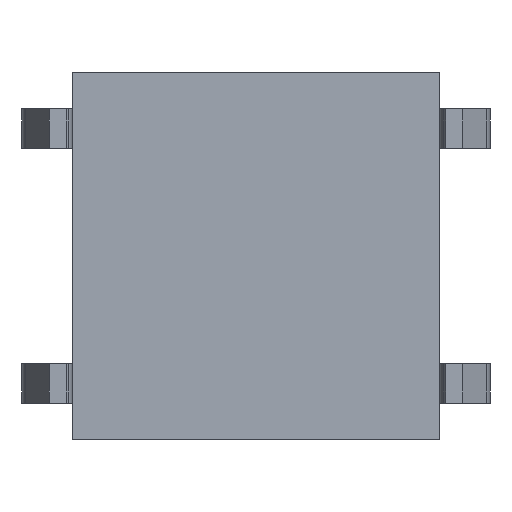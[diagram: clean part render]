
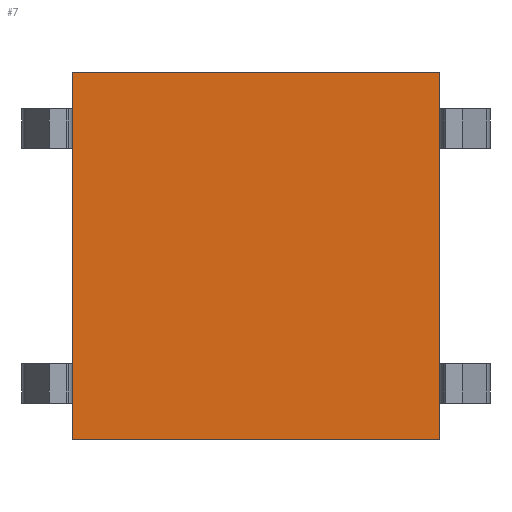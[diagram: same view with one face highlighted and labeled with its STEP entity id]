
A CAD part, front view. The second image highlights one B-rep face of the part: STEP entity #7.
In plain terms, the highlighted planar face has unit normal (0, -1, 0).
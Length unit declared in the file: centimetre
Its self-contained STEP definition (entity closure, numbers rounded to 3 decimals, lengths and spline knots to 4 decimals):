
#1 = ORIENTED_EDGE ( 'NONE', *, *, #9, .F. ) ;
#2 = ORIENTED_EDGE ( 'NONE', *, *, #356, .F. ) ;
#6 = EDGE_LOOP ( 'NONE', ( #11, #1, #29, #2 ) ) ;
#7 = ADVANCED_FACE ( 'NONE', ( #1302 ), #1301, .F. ) ;
#9 = EDGE_CURVE ( 'NONE', #23, #36, #1307, .T. ) ;
#10 = VERTEX_POINT ( 'NONE', #1308 ) ;
#11 = ORIENTED_EDGE ( 'NONE', *, *, #28, .F. ) ;
#23 = VERTEX_POINT ( 'NONE', #1566 ) ;
#28 = EDGE_CURVE ( 'NONE', #36, #37, #1755, .T. ) ;
#29 = ORIENTED_EDGE ( 'NONE', *, *, #355, .F. ) ;
#36 = VERTEX_POINT ( 'NONE', #1771 ) ;
#37 = VERTEX_POINT ( 'NONE', #1767 ) ;
#355 = EDGE_CURVE ( 'NONE', #10, #23, #2660, .T. ) ;
#356 = EDGE_CURVE ( 'NONE', #37, #10, #2661, .T. ) ;
#1285 = DIRECTION ( 'NONE',  ( 0., 0., -1. ) ) ;
#1286 = VECTOR ( 'NONE', #1285, 100. ) ;
#1294 = CARTESIAN_POINT ( 'NONE',  ( 0.325, 0., 0. ) ) ;
#1301 = PLANE ( 'NONE',  #1306 ) ;
#1302 = FACE_OUTER_BOUND ( 'NONE', #6, .T. ) ;
#1303 = DIRECTION ( 'NONE',  ( 0., 0., 1. ) ) ;
#1304 = DIRECTION ( 'NONE',  ( 0., 1., 0. ) ) ;
#1305 = CARTESIAN_POINT ( 'NONE',  ( 0., 0., 0. ) ) ;
#1306 = AXIS2_PLACEMENT_3D ( 'NONE', #1305, #1304, #1303 ) ;
#1307 = LINE ( 'NONE', #1294, #1286 ) ;
#1308 = CARTESIAN_POINT ( 'NONE',  ( -0.325, 0., 0.325 ) ) ;
#1566 = CARTESIAN_POINT ( 'NONE',  ( 0.325, 0., 0.325 ) ) ;
#1755 = LINE ( 'NONE', #1770, #1769 ) ;
#1767 = CARTESIAN_POINT ( 'NONE',  ( -0.325, 0., -0.325 ) ) ;
#1768 = DIRECTION ( 'NONE',  ( -1., 0., 0. ) ) ;
#1769 = VECTOR ( 'NONE', #1768, 100. ) ;
#1770 = CARTESIAN_POINT ( 'NONE',  ( 0., 0., -0.325 ) ) ;
#1771 = CARTESIAN_POINT ( 'NONE',  ( 0.325, 0., -0.325 ) ) ;
#2659 = CARTESIAN_POINT ( 'NONE',  ( 0., 0., 0.325 ) ) ;
#2660 = LINE ( 'NONE', #2659, #2710 ) ;
#2661 = LINE ( 'NONE', #2707, #2706 ) ;
#2705 = DIRECTION ( 'NONE',  ( 0., 0., 1. ) ) ;
#2706 = VECTOR ( 'NONE', #2705, 100. ) ;
#2707 = CARTESIAN_POINT ( 'NONE',  ( -0.325, 0., 0. ) ) ;
#2709 = DIRECTION ( 'NONE',  ( 1., 0., 0. ) ) ;
#2710 = VECTOR ( 'NONE', #2709, 100. ) ;
